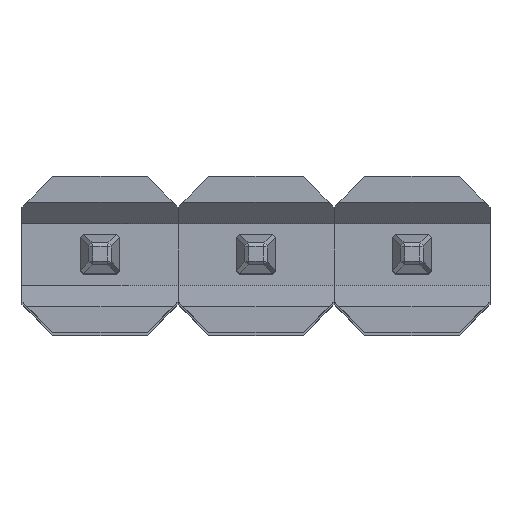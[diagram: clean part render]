
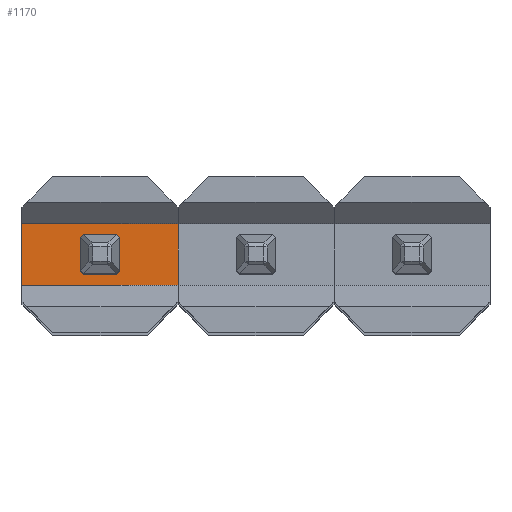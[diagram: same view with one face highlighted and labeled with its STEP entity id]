
A CAD part, top view. The second image highlights one B-rep face of the part: STEP entity #1170.
In plain terms, the highlighted face is planar.
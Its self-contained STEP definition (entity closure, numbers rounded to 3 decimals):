
#47=FACE_BOUND('',#165,.T.);
#100=FACE_OUTER_BOUND('',#164,.T.);
#164=EDGE_LOOP('',(#949,#950,#951,#952));
#165=EDGE_LOOP('',(#953,#954,#955,#956,#957,#958,#959,#960));
#285=LINE('',#1840,#441);
#289=LINE('',#1848,#445);
#290=LINE('',#1850,#446);
#291=LINE('',#1851,#447);
#292=LINE('',#1854,#448);
#293=LINE('',#1856,#449);
#294=LINE('',#1858,#450);
#295=LINE('',#1860,#451);
#296=LINE('',#1862,#452);
#297=LINE('',#1864,#453);
#298=LINE('',#1866,#454);
#299=LINE('',#1867,#455);
#441=VECTOR('',#1518,10.);
#445=VECTOR('',#1524,10.);
#446=VECTOR('',#1525,10.);
#447=VECTOR('',#1526,10.);
#448=VECTOR('',#1527,10.);
#449=VECTOR('',#1528,10.);
#450=VECTOR('',#1529,10.);
#451=VECTOR('',#1530,10.);
#452=VECTOR('',#1531,10.);
#453=VECTOR('',#1532,10.);
#454=VECTOR('',#1533,10.);
#455=VECTOR('',#1534,10.);
#557=VERTEX_POINT('',#1837);
#558=VERTEX_POINT('',#1839);
#561=VERTEX_POINT('',#1847);
#562=VERTEX_POINT('',#1849);
#563=VERTEX_POINT('',#1852);
#564=VERTEX_POINT('',#1853);
#565=VERTEX_POINT('',#1855);
#566=VERTEX_POINT('',#1857);
#567=VERTEX_POINT('',#1859);
#568=VERTEX_POINT('',#1861);
#569=VERTEX_POINT('',#1863);
#570=VERTEX_POINT('',#1865);
#693=EDGE_CURVE('',#558,#557,#285,.T.);
#697=EDGE_CURVE('',#558,#561,#289,.T.);
#698=EDGE_CURVE('',#562,#557,#290,.T.);
#699=EDGE_CURVE('',#561,#562,#291,.T.);
#700=EDGE_CURVE('',#563,#564,#292,.T.);
#701=EDGE_CURVE('',#565,#563,#293,.T.);
#702=EDGE_CURVE('',#566,#565,#294,.T.);
#703=EDGE_CURVE('',#567,#566,#295,.T.);
#704=EDGE_CURVE('',#568,#567,#296,.T.);
#705=EDGE_CURVE('',#569,#568,#297,.T.);
#706=EDGE_CURVE('',#570,#569,#298,.T.);
#707=EDGE_CURVE('',#564,#570,#299,.T.);
#949=ORIENTED_EDGE('',*,*,#697,.F.);
#950=ORIENTED_EDGE('',*,*,#693,.T.);
#951=ORIENTED_EDGE('',*,*,#698,.F.);
#952=ORIENTED_EDGE('',*,*,#699,.F.);
#953=ORIENTED_EDGE('',*,*,#700,.F.);
#954=ORIENTED_EDGE('',*,*,#701,.F.);
#955=ORIENTED_EDGE('',*,*,#702,.F.);
#956=ORIENTED_EDGE('',*,*,#703,.F.);
#957=ORIENTED_EDGE('',*,*,#704,.F.);
#958=ORIENTED_EDGE('',*,*,#705,.F.);
#959=ORIENTED_EDGE('',*,*,#706,.F.);
#960=ORIENTED_EDGE('',*,*,#707,.F.);
#1106=PLANE('',#1298);
#1170=ADVANCED_FACE('',(#100,#47),#1106,.F.);
#1298=AXIS2_PLACEMENT_3D('',#1846,#1522,#1523);
#1518=DIRECTION('',(1.,0.,0.));
#1522=DIRECTION('center_axis',(0.,0.,1.));
#1523=DIRECTION('ref_axis',(0.,-1.,0.));
#1524=DIRECTION('',(0.,-1.,0.));
#1525=DIRECTION('',(0.,1.,0.));
#1526=DIRECTION('',(1.,0.,0.));
#1527=DIRECTION('',(-0.707,-0.707,0.));
#1528=DIRECTION('',(0.,-1.,0.));
#1529=DIRECTION('',(0.707,-0.707,0.));
#1530=DIRECTION('',(1.,0.,0.));
#1531=DIRECTION('',(0.707,0.707,0.));
#1532=DIRECTION('',(0.,1.,0.));
#1533=DIRECTION('',(-0.707,0.707,0.));
#1534=DIRECTION('',(-1.,0.,0.));
#1837=CARTESIAN_POINT('',(1.27,0.5,0.75));
#1839=CARTESIAN_POINT('',(-1.27,0.5,0.75));
#1840=CARTESIAN_POINT('',(-1.27,0.5,0.75));
#1846=CARTESIAN_POINT('Origin',(-1.27,0.5,0.75));
#1847=CARTESIAN_POINT('',(-1.27,-0.5,0.75));
#1848=CARTESIAN_POINT('',(-1.27,0.635,0.75));
#1849=CARTESIAN_POINT('',(1.27,-0.5,0.75));
#1850=CARTESIAN_POINT('',(1.27,-0.135,0.75));
#1851=CARTESIAN_POINT('',(-1.27,-0.5,0.75));
#1852=CARTESIAN_POINT('',(0.32,-0.27,0.75));
#1853=CARTESIAN_POINT('',(0.27,-0.32,0.75));
#1854=CARTESIAN_POINT('',(0.115,-0.475,0.75));
#1855=CARTESIAN_POINT('',(0.32,0.27,0.75));
#1856=CARTESIAN_POINT('',(0.32,0.385,0.75));
#1857=CARTESIAN_POINT('',(0.27,0.32,0.75));
#1858=CARTESIAN_POINT('',(-0.16,0.75,0.75));
#1859=CARTESIAN_POINT('',(-0.27,0.32,0.75));
#1860=CARTESIAN_POINT('',(-0.77,0.32,0.75));
#1861=CARTESIAN_POINT('',(-0.32,0.27,0.75));
#1862=CARTESIAN_POINT('',(-0.5,0.09,0.75));
#1863=CARTESIAN_POINT('',(-0.32,-0.27,0.75));
#1864=CARTESIAN_POINT('',(-0.32,0.115,0.75));
#1865=CARTESIAN_POINT('',(-0.27,-0.32,0.75));
#1866=CARTESIAN_POINT('',(-0.725,0.135,0.75));
#1867=CARTESIAN_POINT('',(-0.5,-0.32,0.75));
